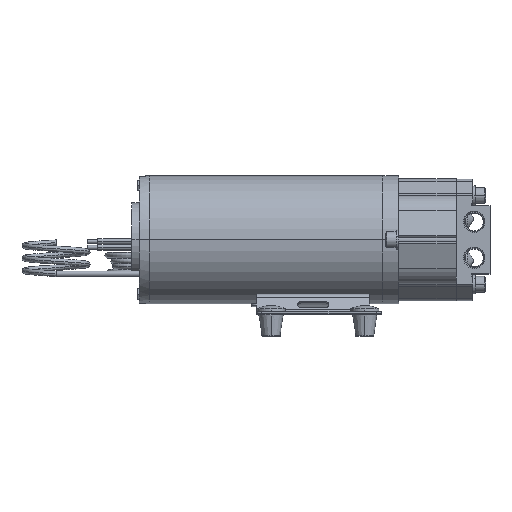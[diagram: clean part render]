
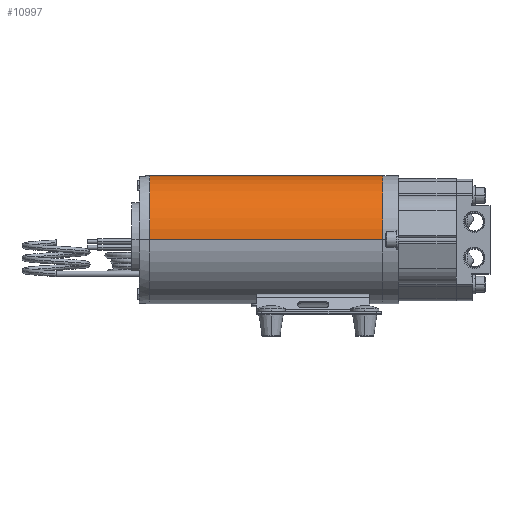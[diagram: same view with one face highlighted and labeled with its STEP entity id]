
A CAD part, top view. The second image highlights one B-rep face of the part: STEP entity #10997.
In plain terms, the highlighted cylindrical face has radius 38.989 mm (diameter 77.978 mm), a partial arc.
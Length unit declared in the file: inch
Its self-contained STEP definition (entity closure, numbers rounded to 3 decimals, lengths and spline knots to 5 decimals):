
#357 = AXIS2_PLACEMENT_3D ( 'NONE', #20358, #8955, #22258 ) ;
#498 = DIRECTION ( 'NONE',  ( 1., 0., 0. ) ) ;
#2966 = VECTOR ( 'NONE', #498, 39.37008 ) ;
#3131 = CYLINDRICAL_SURFACE ( 'NONE', #14935, 1.535 ) ;
#4534 = CARTESIAN_POINT ( 'NONE',  ( -5.97, 0., 0. ) ) ;
#6462 = DIRECTION ( 'NONE',  ( 0., 0., -1. ) ) ;
#7401 = ORIENTED_EDGE ( 'NONE', *, *, #23739, .T. ) ;
#7865 = CARTESIAN_POINT ( 'NONE',  ( -5.97, 0., 1.535 ) ) ;
#7969 = EDGE_CURVE ( 'NONE', #11355, #10272, #23183, .T. ) ;
#8589 = ORIENTED_EDGE ( 'NONE', *, *, #10542, .T. ) ;
#8623 = EDGE_CURVE ( 'NONE', #10272, #16755, #15732, .T. ) ;
#8860 = VERTEX_POINT ( 'NONE', #7865 ) ;
#8955 = DIRECTION ( 'NONE',  ( 1., 0., 0. ) ) ;
#10272 = VERTEX_POINT ( 'NONE', #12001 ) ;
#10542 = EDGE_CURVE ( 'NONE', #11355, #8860, #12100, .T. ) ;
#10997 = ADVANCED_FACE ( 'NONE', ( #13268 ), #3131, .T. ) ;
#11355 = VERTEX_POINT ( 'NONE', #24667 ) ;
#11843 = CARTESIAN_POINT ( 'NONE',  ( 1.01456, 0., 0. ) ) ;
#12001 = CARTESIAN_POINT ( 'NONE',  ( -0.375, 0., -1.535 ) ) ;
#12100 = CIRCLE ( 'NONE', #20473, 1.535 ) ;
#13268 = FACE_OUTER_BOUND ( 'NONE', #15688, .T. ) ;
#14033 = ORIENTED_EDGE ( 'NONE', *, *, #8623, .F. ) ;
#14935 = AXIS2_PLACEMENT_3D ( 'NONE', #11843, #21296, #23203 ) ;
#15688 = EDGE_LOOP ( 'NONE', ( #8589, #7401, #14033, #20322 ) ) ;
#15732 = CIRCLE ( 'NONE', #357, 1.535 ) ;
#16755 = VERTEX_POINT ( 'NONE', #23238 ) ;
#17849 = DIRECTION ( 'NONE',  ( 1., 0., 0. ) ) ;
#19832 = DIRECTION ( 'NONE',  ( 1., 0., 0. ) ) ;
#20322 = ORIENTED_EDGE ( 'NONE', *, *, #7969, .F. ) ;
#20358 = CARTESIAN_POINT ( 'NONE',  ( -0.375, 0., 0. ) ) ;
#20473 = AXIS2_PLACEMENT_3D ( 'NONE', #4534, #17849, #6462 ) ;
#21296 = DIRECTION ( 'NONE',  ( 1., 0., 0. ) ) ;
#21751 = CARTESIAN_POINT ( 'NONE',  ( 1.01456, 0., 1.535 ) ) ;
#22258 = DIRECTION ( 'NONE',  ( 0., 0., -1. ) ) ;
#22536 = LINE ( 'NONE', #21751, #23124 ) ;
#23124 = VECTOR ( 'NONE', #19832, 39.37008 ) ;
#23183 = LINE ( 'NONE', #23303, #2966 ) ;
#23203 = DIRECTION ( 'NONE',  ( 0., 0., -1. ) ) ;
#23238 = CARTESIAN_POINT ( 'NONE',  ( -0.375, 0., 1.535 ) ) ;
#23303 = CARTESIAN_POINT ( 'NONE',  ( 1.01456, 0., -1.535 ) ) ;
#23739 = EDGE_CURVE ( 'NONE', #8860, #16755, #22536, .T. ) ;
#24667 = CARTESIAN_POINT ( 'NONE',  ( -5.97, 0., -1.535 ) ) ;
